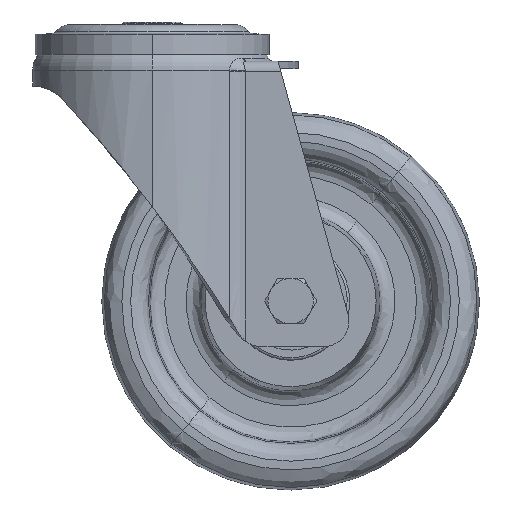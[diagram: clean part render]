
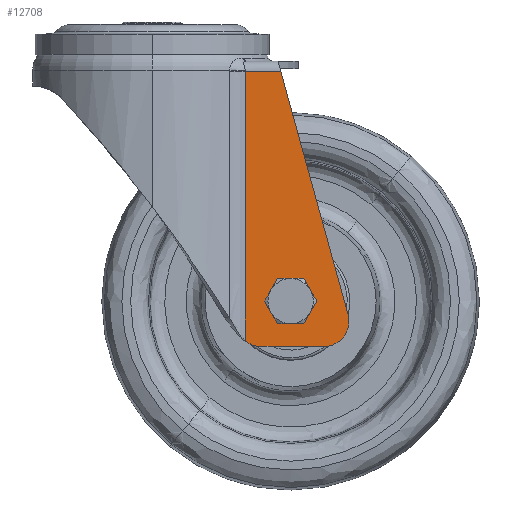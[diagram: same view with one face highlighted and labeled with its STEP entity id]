
A CAD part, top view. The second image highlights one B-rep face of the part: STEP entity #12708.
In plain terms, the highlighted planar face has unit normal (0, 0, 1).
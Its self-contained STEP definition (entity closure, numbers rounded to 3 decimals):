
#242 = DIRECTION ( 'NONE',  ( 1., 0., 0. ) ) ;
#401 = VERTEX_POINT ( 'NONE', #2055 ) ;
#455 = EDGE_CURVE ( 'NONE', #1935, #12699, #22041, .T. ) ;
#534 = CARTESIAN_POINT ( 'NONE',  ( 37.023, -38.185, 34. ) ) ;
#1003 = CARTESIAN_POINT ( 'NONE',  ( 37.041, -20.344, 34.003 ) ) ;
#1282 = CIRCLE ( 'NONE', #5174, 6.1 ) ;
#1453 = FACE_OUTER_BOUND ( 'NONE', #4622, .T. ) ;
#1932 = CARTESIAN_POINT ( 'NONE',  ( 37.016, -19.6, 34. ) ) ;
#1935 = VERTEX_POINT ( 'NONE', #4801 ) ;
#2055 = CARTESIAN_POINT ( 'NONE',  ( 77.836, -116.337, 34. ) ) ;
#2355 = DIRECTION ( 'NONE',  ( -1., 0., 0. ) ) ;
#2692 = VECTOR ( 'NONE', #4596, 1000. ) ;
#2817 = CARTESIAN_POINT ( 'NONE',  ( 37.027, -21.946, 33.999 ) ) ;
#2929 = ORIENTED_EDGE ( 'NONE', *, *, #21407, .F. ) ;
#2942 = ORIENTED_EDGE ( 'NONE', *, *, #18525, .F. ) ;
#3030 = DIRECTION ( 'NONE',  ( 1., 0., 0. ) ) ;
#3471 = DIRECTION ( 'NONE',  ( 0., 0., 1. ) ) ;
#3686 = CARTESIAN_POINT ( 'NONE',  ( 37.018, -64.444, 34. ) ) ;
#3930 = CARTESIAN_POINT ( 'NONE',  ( 37.017, -126.861, 34. ) ) ;
#4518 = CARTESIAN_POINT ( 'NONE',  ( 37.025, -31.468, 34. ) ) ;
#4596 = DIRECTION ( 'NONE',  ( 1., 0., 0. ) ) ;
#4622 = EDGE_LOOP ( 'NONE', ( #10248, #12231, #2942, #11530, #14140, #7804 ) ) ;
#4801 = CARTESIAN_POINT ( 'NONE',  ( 37.016, -19.6, 34. ) ) ;
#5174 = AXIS2_PLACEMENT_3D ( 'NONE', #6588, #13878, #2355 ) ;
#5208 = AXIS2_PLACEMENT_3D ( 'NONE', #20064, #3471, #22224 ) ;
#5891 = DIRECTION ( 'NONE',  ( 0., 0., -1. ) ) ;
#6003 = EDGE_CURVE ( 'NONE', #16994, #1935, #21193, .T. ) ;
#6078 = EDGE_CURVE ( 'NONE', #14502, #14546, #1282, .T. ) ;
#6588 = CARTESIAN_POINT ( 'NONE',  ( 55., -111., 34. ) ) ;
#6829 = EDGE_LOOP ( 'NONE', ( #17949, #2929 ) ) ;
#7508 = CARTESIAN_POINT ( 'NONE',  ( 0., -165.6, 34. ) ) ;
#7804 = ORIENTED_EDGE ( 'NONE', *, *, #14969, .F. ) ;
#7952 = CARTESIAN_POINT ( 'NONE',  ( 37.029, -25.294, 34. ) ) ;
#8186 = CARTESIAN_POINT ( 'NONE',  ( 37.026, -23.041, 33.999 ) ) ;
#8634 = CARTESIAN_POINT ( 'NONE',  ( 51.105, -19.6, 34. ) ) ;
#10248 = ORIENTED_EDGE ( 'NONE', *, *, #14866, .T. ) ;
#10446 = DIRECTION ( 'NONE',  ( 0., 0., 1. ) ) ;
#11104 = CARTESIAN_POINT ( 'NONE',  ( 37.022, -42.098, 34. ) ) ;
#11359 = CARTESIAN_POINT ( 'NONE',  ( 37.017, -91.209, 34. ) ) ;
#11493 = CARTESIAN_POINT ( 'NONE',  ( 43.197, -119., 34. ) ) ;
#11530 = ORIENTED_EDGE ( 'NONE', *, *, #455, .F. ) ;
#11720 = CARTESIAN_POINT ( 'NONE',  ( 68.197, -129., 34. ) ) ;
#11936 = CARTESIAN_POINT ( 'NONE',  ( 37.03, -24.309, 34. ) ) ;
#12073 = CARTESIAN_POINT ( 'NONE',  ( 37.024, -28.665, 34. ) ) ;
#12180 = VERTEX_POINT ( 'NONE', #11720 ) ;
#12231 = ORIENTED_EDGE ( 'NONE', *, *, #21914, .F. ) ;
#12380 = VECTOR ( 'NONE', #242, 1000. ) ;
#12389 = LINE ( 'NONE', #15646, #2692 ) ;
#12527 = DIRECTION ( 'NONE',  ( 0.266, -0.964, 0. ) ) ;
#12648 = FACE_BOUND ( 'NONE', #6829, .T. ) ;
#12699 = VERTEX_POINT ( 'NONE', #17947 ) ;
#12708 = ADVANCED_FACE ( 'NONE', ( #12648, #1453 ), #16830, .T. ) ;
#13515 = VECTOR ( 'NONE', #12527, 1000. ) ;
#13878 = DIRECTION ( 'NONE',  ( 0., 0., 1. ) ) ;
#14007 = CARTESIAN_POINT ( 'NONE',  ( 37.042, -20.774, 34.003 ) ) ;
#14140 = ORIENTED_EDGE ( 'NONE', *, *, #6003, .F. ) ;
#14502 = VERTEX_POINT ( 'NONE', #18327 ) ;
#14546 = VERTEX_POINT ( 'NONE', #16432 ) ;
#14866 = EDGE_CURVE ( 'NONE', #21933, #12180, #12389, .T. ) ;
#14969 = EDGE_CURVE ( 'NONE', #21933, #16994, #15142, .T. ) ;
#15142 = CIRCLE ( 'NONE', #18165, 10. ) ;
#15335 = DIRECTION ( 'NONE',  ( 0.964, 0.266, 0. ) ) ;
#15346 = CARTESIAN_POINT ( 'NONE',  ( 37.025, -22.653, 33.999 ) ) ;
#15577 = CARTESIAN_POINT ( 'NONE',  ( 37.026, -19.764, 34.002 ) ) ;
#15646 = CARTESIAN_POINT ( 'NONE',  ( 43.197, -129., 34. ) ) ;
#15890 = LINE ( 'NONE', #8634, #13515 ) ;
#16432 = CARTESIAN_POINT ( 'NONE',  ( 61.1, -111., 34. ) ) ;
#16830 = PLANE ( 'NONE',  #20861 ) ;
#16893 = DIRECTION ( 'NONE',  ( 0., 0., -1. ) ) ;
#16994 = VERTEX_POINT ( 'NONE', #21853 ) ;
#17947 = CARTESIAN_POINT ( 'NONE',  ( 51.105, -19.6, 34. ) ) ;
#17949 = ORIENTED_EDGE ( 'NONE', *, *, #6078, .F. ) ;
#18165 = AXIS2_PLACEMENT_3D ( 'NONE', #11493, #5891, #22331 ) ;
#18327 = CARTESIAN_POINT ( 'NONE',  ( 48.9, -111., 34. ) ) ;
#18525 = EDGE_CURVE ( 'NONE', #12699, #401, #15890, .T. ) ;
#19113 = AXIS2_PLACEMENT_3D ( 'NONE', #22651, #16893, #15335 ) ;
#19281 = CARTESIAN_POINT ( 'NONE',  ( 37.016, -19.613, 34. ) ) ;
#19893 = CIRCLE ( 'NONE', #5208, 6.1 ) ;
#20064 = CARTESIAN_POINT ( 'NONE',  ( 55., -111., 34. ) ) ;
#20861 = AXIS2_PLACEMENT_3D ( 'NONE', #7508, #10446, #3030 ) ;
#21193 = B_SPLINE_CURVE_WITH_KNOTS ( 'NONE', 3,
 ( #3930, #11359, #3686, #11104, #534, #4518, #12073, #7952, #11936, #8186, #15346, #2817, #23010, #14007, #1003, #15577, #19281, #21361 ),
 .UNSPECIFIED., .F., .F.,
 ( 4, 2, 2, 2, 2, 2, 2, 2, 4 ),
 ( 0., 0.5, 0.625, 0.75, 0.812, 0.844, 0.875, 0.937, 1. ),
 .UNSPECIFIED. ) ;
#21361 = CARTESIAN_POINT ( 'NONE',  ( 37.016, -19.6, 34. ) ) ;
#21407 = EDGE_CURVE ( 'NONE', #14546, #14502, #19893, .T. ) ;
#21844 = CIRCLE ( 'NONE', #19113, 10. ) ;
#21853 = CARTESIAN_POINT ( 'NONE',  ( 37.017, -126.861, 34. ) ) ;
#21914 = EDGE_CURVE ( 'NONE', #401, #12180, #21844, .T. ) ;
#21933 = VERTEX_POINT ( 'NONE', #22767 ) ;
#22041 = LINE ( 'NONE', #1932, #12380 ) ;
#22224 = DIRECTION ( 'NONE',  ( 1., 0., 0. ) ) ;
#22331 = DIRECTION ( 'NONE',  ( 0., -1., 0. ) ) ;
#22651 = CARTESIAN_POINT ( 'NONE',  ( 68.197, -119., 34. ) ) ;
#22767 = CARTESIAN_POINT ( 'NONE',  ( 43.197, -129., 34. ) ) ;
#23010 = CARTESIAN_POINT ( 'NONE',  ( 37.031, -21.627, 34. ) ) ;
